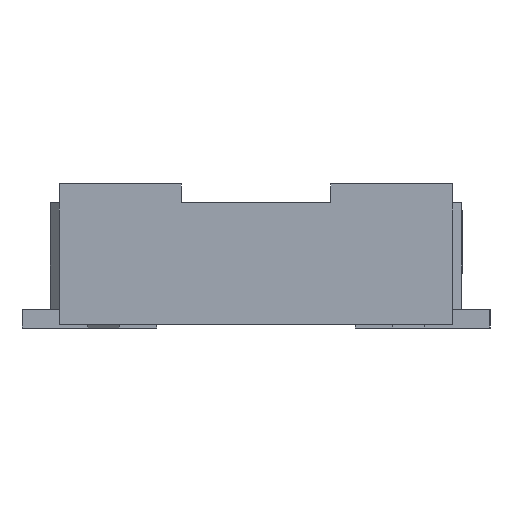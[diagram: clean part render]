
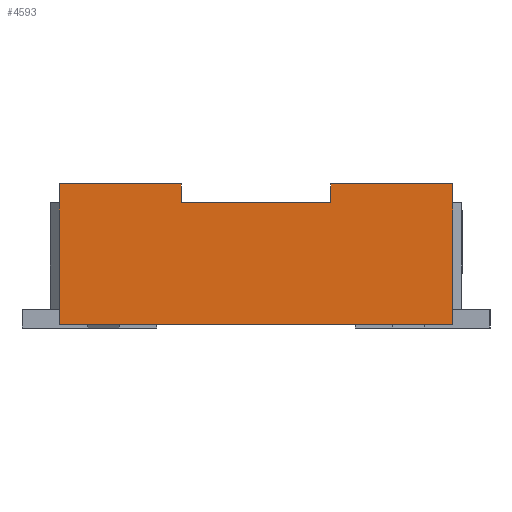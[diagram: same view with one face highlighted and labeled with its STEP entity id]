
A CAD part, left-side view. The second image highlights one B-rep face of the part: STEP entity #4593.
In plain terms, the highlighted planar face has unit normal (-1, 0, 0).
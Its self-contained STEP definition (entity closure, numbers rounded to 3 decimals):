
#384 = VERTEX_POINT('',#385);
#385 = CARTESIAN_POINT('',(-3.65,-1.05,
    0.02));
#391 = EDGE_CURVE('',#392,#384,#394,.T.);
#392 = VERTEX_POINT('',#393);
#393 = CARTESIAN_POINT('',(-3.65,1.05,
    0.02));
#394 = LINE('',#395,#396);
#395 = CARTESIAN_POINT('',(-3.65,-1.1,
    0.02));
#396 = VECTOR('',#397,1.);
#397 = DIRECTION('',(-0.,-1.,-0.));
#1244 = EDGE_CURVE('',#392,#1245,#1247,.T.);
#1245 = VERTEX_POINT('',#1246);
#1246 = CARTESIAN_POINT('',(-3.65,1.05,
    0.77));
#1247 = LINE('',#1248,#1249);
#1248 = CARTESIAN_POINT('',(-3.65,1.05,
    0.02));
#1249 = VECTOR('',#1250,1.);
#1250 = DIRECTION('',(0.,0.,1.));
#4355 = VERTEX_POINT('',#4356);
#4356 = CARTESIAN_POINT('',(-3.65,-0.4,
    0.77));
#4362 = EDGE_CURVE('',#4355,#4363,#4365,.T.);
#4363 = VERTEX_POINT('',#4364);
#4364 = CARTESIAN_POINT('',(-3.65,-1.05,
    0.77));
#4365 = LINE('',#4366,#4367);
#4366 = CARTESIAN_POINT('',(-3.65,-1.1,
    0.77));
#4367 = VECTOR('',#4368,1.);
#4368 = DIRECTION('',(-0.,-1.,-0.));
#4510 = EDGE_CURVE('',#1245,#4511,#4513,.T.);
#4511 = VERTEX_POINT('',#4512);
#4512 = CARTESIAN_POINT('',(-3.65,0.4,
    0.77));
#4513 = LINE('',#4514,#4515);
#4514 = CARTESIAN_POINT('',(-3.65,-1.1,
    0.77));
#4515 = VECTOR('',#4516,1.);
#4516 = DIRECTION('',(-0.,-1.,-0.));
#4593 = ADVANCED_FACE('',(#4594),#4628,.F.);
#4594 = FACE_BOUND('',#4595,.T.);
#4595 = EDGE_LOOP('',(#4596,#4597,#4605,#4613,#4619,#4620,#4621,#4622));
#4596 = ORIENTED_EDGE('',*,*,#4362,.F.);
#4597 = ORIENTED_EDGE('',*,*,#4598,.T.);
#4598 = EDGE_CURVE('',#4355,#4599,#4601,.T.);
#4599 = VERTEX_POINT('',#4600);
#4600 = CARTESIAN_POINT('',(-3.65,-0.4,
    0.67));
#4601 = LINE('',#4602,#4603);
#4602 = CARTESIAN_POINT('',(-3.65,-0.4,
    0.77));
#4603 = VECTOR('',#4604,1.);
#4604 = DIRECTION('',(0.,0.,-1.));
#4605 = ORIENTED_EDGE('',*,*,#4606,.T.);
#4606 = EDGE_CURVE('',#4599,#4607,#4609,.T.);
#4607 = VERTEX_POINT('',#4608);
#4608 = CARTESIAN_POINT('',(-3.65,0.4,
    0.67));
#4609 = LINE('',#4610,#4611);
#4610 = CARTESIAN_POINT('',(-3.65,-1.1,
    0.67));
#4611 = VECTOR('',#4612,1.);
#4612 = DIRECTION('',(0.,1.,0.));
#4613 = ORIENTED_EDGE('',*,*,#4614,.T.);
#4614 = EDGE_CURVE('',#4607,#4511,#4615,.T.);
#4615 = LINE('',#4616,#4617);
#4616 = CARTESIAN_POINT('',(-3.65,0.4,
    0.77));
#4617 = VECTOR('',#4618,1.);
#4618 = DIRECTION('',(0.,0.,1.));
#4619 = ORIENTED_EDGE('',*,*,#4510,.F.);
#4620 = ORIENTED_EDGE('',*,*,#1244,.F.);
#4621 = ORIENTED_EDGE('',*,*,#391,.T.);
#4622 = ORIENTED_EDGE('',*,*,#4623,.T.);
#4623 = EDGE_CURVE('',#384,#4363,#4624,.T.);
#4624 = LINE('',#4625,#4626);
#4625 = CARTESIAN_POINT('',(-3.65,-1.05,
    0.02));
#4626 = VECTOR('',#4627,1.);
#4627 = DIRECTION('',(0.,0.,1.));
#4628 = PLANE('',#4629);
#4629 = AXIS2_PLACEMENT_3D('',#4630,#4631,#4632);
#4630 = CARTESIAN_POINT('',(-3.65,-1.1,
    0.77));
#4631 = DIRECTION('',(1.,0.,0.));
#4632 = DIRECTION('',(0.,0.,-1.));
